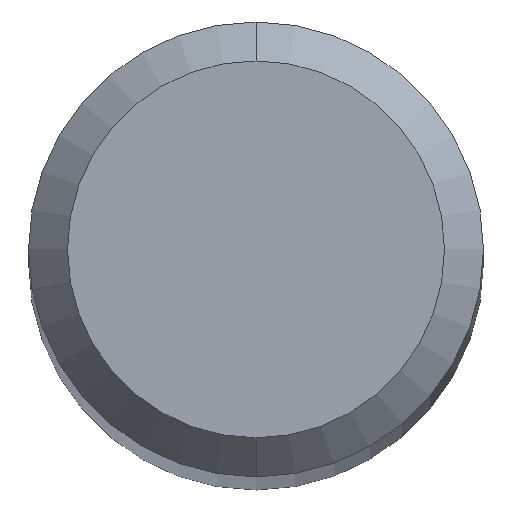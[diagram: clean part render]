
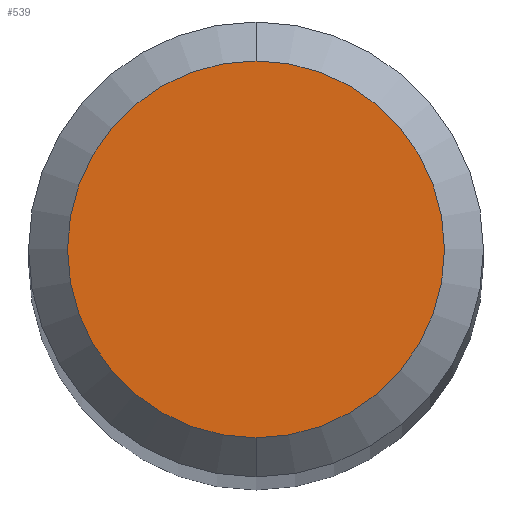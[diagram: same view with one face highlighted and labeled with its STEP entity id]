
A CAD part, top view. The second image highlights one B-rep face of the part: STEP entity #539.
In plain terms, the highlighted planar face has unit normal (0, 0, 1).
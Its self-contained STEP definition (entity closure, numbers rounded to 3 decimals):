
#271=VERTEX_POINT('',#661);
#299=EDGE_CURVE('',#461,#271,#694,.T.);
#461=VERTEX_POINT('',#877);
#533=EDGE_CURVE('',#271,#461,#956,.T.);
#539=ADVANCED_FACE('',(#962),#963,.T.);
#661=CARTESIAN_POINT('',(0.,-1.45,0.0));
#694=CIRCLE('',#1169,1.45);
#877=CARTESIAN_POINT('',(0.0,1.45,0.0));
#956=CIRCLE('',#1651,1.45);
#962=FACE_OUTER_BOUND('',#1659,.T.);
#963=PLANE('',#1660);
#1169=AXIS2_PLACEMENT_3D('',#1873,#1874,#1875);
#1651=AXIS2_PLACEMENT_3D('',#2197,#2198,#2199);
#1659=EDGE_LOOP('',(#2202,#2203));
#1660=AXIS2_PLACEMENT_3D('',#2204,#2205,#2206);
#1873=CARTESIAN_POINT('',(0.0,0.0,0.0));
#1874=DIRECTION('',(0.0,0.0,-1.0));
#1875=DIRECTION('',(0.0,1.0,0.0));
#2197=CARTESIAN_POINT('',(0.0,0.0,0.0));
#2198=DIRECTION('',(0.0,0.0,-1.0));
#2199=DIRECTION('',(0.0,1.0,0.0));
#2202=ORIENTED_EDGE('',*,*,#299,.F.);
#2203=ORIENTED_EDGE('',*,*,#533,.F.);
#2204=CARTESIAN_POINT('',(0.0,0.725,0.0));
#2205=DIRECTION('',(-0.0,0.0,1.0));
#2206=DIRECTION('',(0.0,-1.0,0.0));
